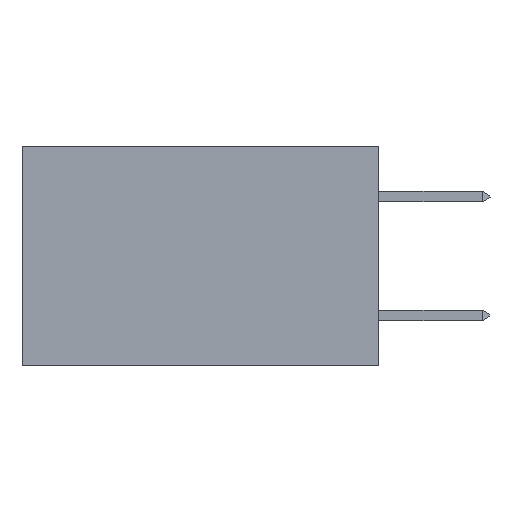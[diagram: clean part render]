
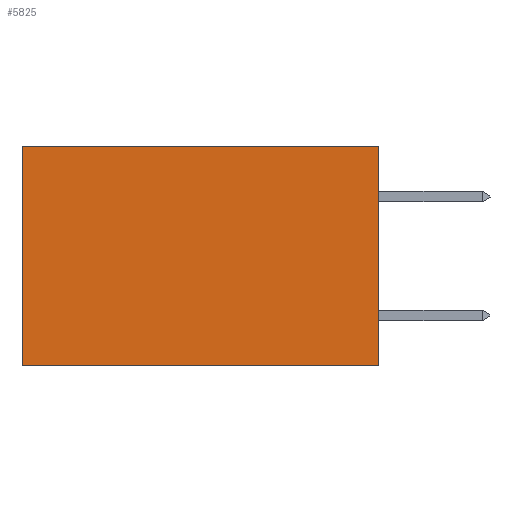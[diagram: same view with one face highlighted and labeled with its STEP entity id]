
A CAD part, left-side view. The second image highlights one B-rep face of the part: STEP entity #5825.
In plain terms, the highlighted planar face has unit normal (-1, 0, 0).
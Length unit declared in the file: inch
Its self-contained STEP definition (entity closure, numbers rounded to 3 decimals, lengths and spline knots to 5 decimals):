
#345 = CARTESIAN_POINT ( 'NONE',  ( 0.298, 0.6, -0.37 ) ) ;
#472 = DIRECTION ( 'NONE',  ( 0., 0., -1. ) ) ;
#476 = VERTEX_POINT ( 'NONE', #9938 ) ;
#2047 = CARTESIAN_POINT ( 'NONE',  ( 0.298, 0., 0. ) ) ;
#2063 = DIRECTION ( 'NONE',  ( 0., 1., 0. ) ) ;
#2109 = ORIENTED_EDGE ( 'NONE', *, *, #12976, .T. ) ;
#2161 = LINE ( 'NONE', #13481, #14961 ) ;
#2168 = PLANE ( 'NONE',  #9495 ) ;
#2213 = DIRECTION ( 'NONE',  ( 0., 0., -1. ) ) ;
#2752 = VECTOR ( 'NONE', #5453, 39.37008 ) ;
#3335 = LINE ( 'NONE', #14253, #13106 ) ;
#3727 = EDGE_CURVE ( 'NONE', #4958, #7220, #5860, .T. ) ;
#3821 = LINE ( 'NONE', #2047, #2752 ) ;
#3944 = EDGE_LOOP ( 'NONE', ( #2109, #9618, #7727, #13001 ) ) ;
#4958 = VERTEX_POINT ( 'NONE', #12484 ) ;
#5453 = DIRECTION ( 'NONE',  ( 0., 0., -1. ) ) ;
#5614 = DIRECTION ( 'NONE',  ( 1., 0., 0. ) ) ;
#5825 = ADVANCED_FACE ( 'NONE', ( #14880 ), #2168, .F. ) ;
#5860 = LINE ( 'NONE', #14570, #13841 ) ;
#6684 = CARTESIAN_POINT ( 'NONE',  ( 0.298, 0., 0. ) ) ;
#7220 = VERTEX_POINT ( 'NONE', #10692 ) ;
#7727 = ORIENTED_EDGE ( 'NONE', *, *, #8742, .F. ) ;
#8742 = EDGE_CURVE ( 'NONE', #4958, #476, #3821, .T. ) ;
#9495 = AXIS2_PLACEMENT_3D ( 'NONE', #6684, #5614, #2213 ) ;
#9618 = ORIENTED_EDGE ( 'NONE', *, *, #10684, .F. ) ;
#9938 = CARTESIAN_POINT ( 'NONE',  ( 0.298, 0., -0.37 ) ) ;
#10684 = EDGE_CURVE ( 'NONE', #476, #14018, #2161, .T. ) ;
#10692 = CARTESIAN_POINT ( 'NONE',  ( 0.298, 0.6, 0. ) ) ;
#12484 = CARTESIAN_POINT ( 'NONE',  ( 0.298, 0., 0. ) ) ;
#12976 = EDGE_CURVE ( 'NONE', #7220, #14018, #3335, .T. ) ;
#13001 = ORIENTED_EDGE ( 'NONE', *, *, #3727, .T. ) ;
#13106 = VECTOR ( 'NONE', #472, 39.37008 ) ;
#13481 = CARTESIAN_POINT ( 'NONE',  ( 0.298, 0., -0.37 ) ) ;
#13841 = VECTOR ( 'NONE', #2063, 39.37008 ) ;
#14018 = VERTEX_POINT ( 'NONE', #345 ) ;
#14253 = CARTESIAN_POINT ( 'NONE',  ( 0.298, 0.6, 0. ) ) ;
#14496 = DIRECTION ( 'NONE',  ( 0., 1., 0. ) ) ;
#14570 = CARTESIAN_POINT ( 'NONE',  ( 0.298, 0., 0. ) ) ;
#14880 = FACE_OUTER_BOUND ( 'NONE', #3944, .T. ) ;
#14961 = VECTOR ( 'NONE', #14496, 39.37008 ) ;
